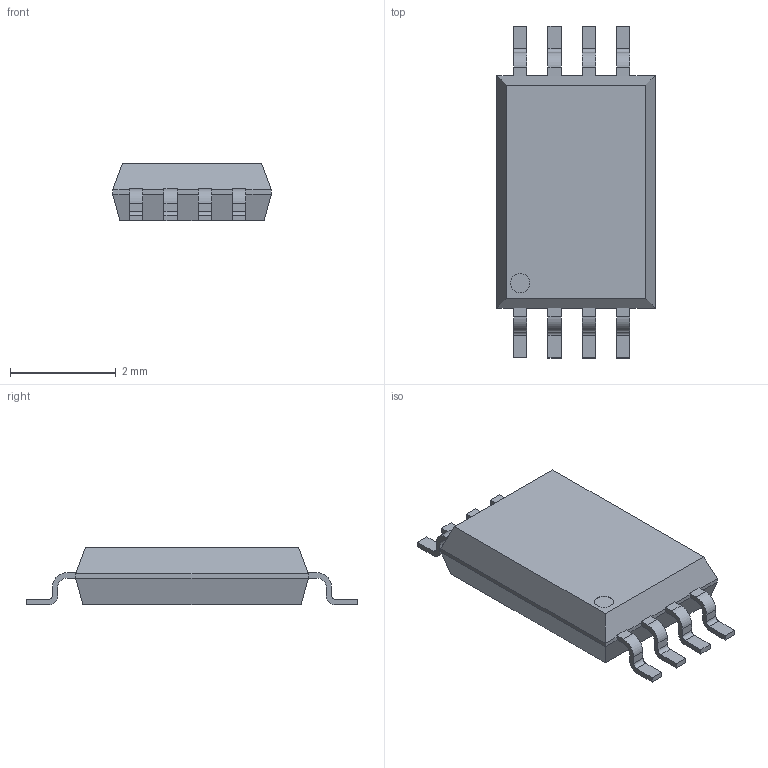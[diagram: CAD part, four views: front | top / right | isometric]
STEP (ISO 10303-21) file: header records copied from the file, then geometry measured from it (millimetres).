
FILE_DESCRIPTION (( 'STEP AP214' ), '1' );
FILE_NAME ('7C1675A7-6556-42C4-B7DC-1A164899BE28.STEP', '2008-06-18T20:12:38', ( 'sysAdmin' ), ( 'SolidWorks' ), 'SwSTEP 2.0', 'SolidWorks 2008', '' );
FILE_SCHEMA (( 'AUTOMOTIVE_DESIGN' ));
Length unit declared in the file: millimetre
Products named in the file (1): 7C1675A7-6556-42C4-B7DC-1A164899BE28
Bounding box: 3 x 6.28 x 1.09 mm (x, y, z)
Volume: 13.5 mm3; surface area: 45.4 mm2
Topology: 1 solids, 1 shells, 129 faces, 354 edges, 228 vertices
Faces by surface type: plane 95, cylinder 34
Entity records: 4771 total; most frequent: CARTESIAN_POINT 712, ORIENTED_EDGE 708, DIRECTION 682, EDGE_CURVE 354, VECTOR 286, LINE 286, VERTEX_POINT 228, AXIS2_PLACEMENT_3D 198
